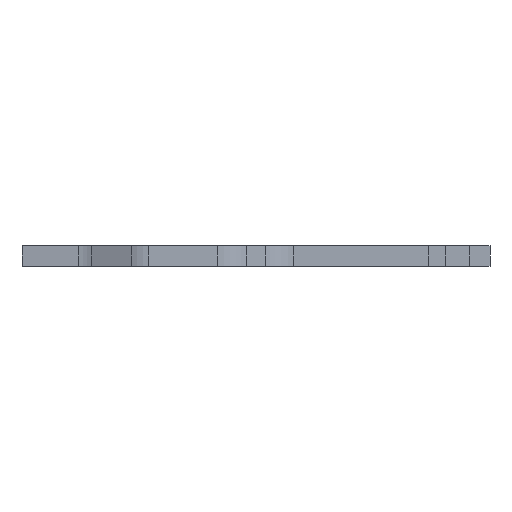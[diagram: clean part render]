
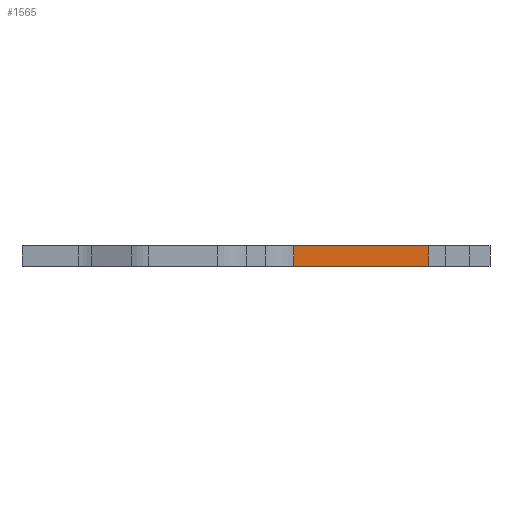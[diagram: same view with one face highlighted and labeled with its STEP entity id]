
A CAD part, left-side view. The second image highlights one B-rep face of the part: STEP entity #1565.
In plain terms, the highlighted planar face has unit normal (-1, 0, 0).
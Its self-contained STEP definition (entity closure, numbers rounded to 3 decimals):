
#9 = FACE_OUTER_BOUND ( 'NONE', #8763, .T. ) ;
#1565 = ADVANCED_FACE ( 'NONE', ( #9 ), #3875, .F. ) ;
#1716 = VECTOR ( 'NONE', #10525, 1000. ) ;
#1731 = ORIENTED_EDGE ( 'NONE', *, *, #9993, .T. ) ;
#2641 = CARTESIAN_POINT ( 'NONE',  ( -155.25, -43.75, 2.5 ) ) ;
#2680 = LINE ( 'NONE', #6628, #1716 ) ;
#2780 = DIRECTION ( 'NONE',  ( 0., 0., -1. ) ) ;
#3215 = AXIS2_PLACEMENT_3D ( 'NONE', #11660, #6813, #10703 ) ;
#3292 = CARTESIAN_POINT ( 'NONE',  ( -155.25, -27.164, 2.5 ) ) ;
#3364 = DIRECTION ( 'NONE',  ( 0., 0., -1. ) ) ;
#3875 = PLANE ( 'NONE',  #3215 ) ;
#4648 = ORIENTED_EDGE ( 'NONE', *, *, #9051, .F. ) ;
#4926 = VECTOR ( 'NONE', #3364, 1000. ) ;
#5090 = CARTESIAN_POINT ( 'NONE',  ( -155.25, -27.164, 0. ) ) ;
#5823 = VERTEX_POINT ( 'NONE', #6644 ) ;
#6175 = EDGE_CURVE ( 'NONE', #11356, #6546, #2680, .T. ) ;
#6546 = VERTEX_POINT ( 'NONE', #2641 ) ;
#6628 = CARTESIAN_POINT ( 'NONE',  ( -155.25, -25.087, 2.5 ) ) ;
#6644 = CARTESIAN_POINT ( 'NONE',  ( -155.25, -43.75, 0. ) ) ;
#6813 = DIRECTION ( 'NONE',  ( 1., 0., 0. ) ) ;
#7161 = VERTEX_POINT ( 'NONE', #5090 ) ;
#7384 = LINE ( 'NONE', #12096, #8407 ) ;
#7559 = LINE ( 'NONE', #11516, #4926 ) ;
#7952 = ORIENTED_EDGE ( 'NONE', *, *, #6175, .F. ) ;
#8120 = EDGE_CURVE ( 'NONE', #11356, #7161, #11513, .T. ) ;
#8286 = VECTOR ( 'NONE', #2780, 1000. ) ;
#8407 = VECTOR ( 'NONE', #9362, 1000. ) ;
#8481 = ORIENTED_EDGE ( 'NONE', *, *, #8120, .T. ) ;
#8763 = EDGE_LOOP ( 'NONE', ( #7952, #8481, #1731, #4648 ) ) ;
#9051 = EDGE_CURVE ( 'NONE', #6546, #5823, #7559, .T. ) ;
#9362 = DIRECTION ( 'NONE',  ( 0., -1., 0. ) ) ;
#9993 = EDGE_CURVE ( 'NONE', #7161, #5823, #7384, .T. ) ;
#10525 = DIRECTION ( 'NONE',  ( 0., -1., 0. ) ) ;
#10703 = DIRECTION ( 'NONE',  ( 0., 0., -1. ) ) ;
#11356 = VERTEX_POINT ( 'NONE', #3292 ) ;
#11388 = CARTESIAN_POINT ( 'NONE',  ( -155.25, -27.164, 0. ) ) ;
#11513 = LINE ( 'NONE', #11388, #8286 ) ;
#11516 = CARTESIAN_POINT ( 'NONE',  ( -155.25, -43.75, 2.5 ) ) ;
#11660 = CARTESIAN_POINT ( 'NONE',  ( -155.25, -25.087, 2.5 ) ) ;
#12096 = CARTESIAN_POINT ( 'NONE',  ( -155.25, -25.087, 0. ) ) ;
